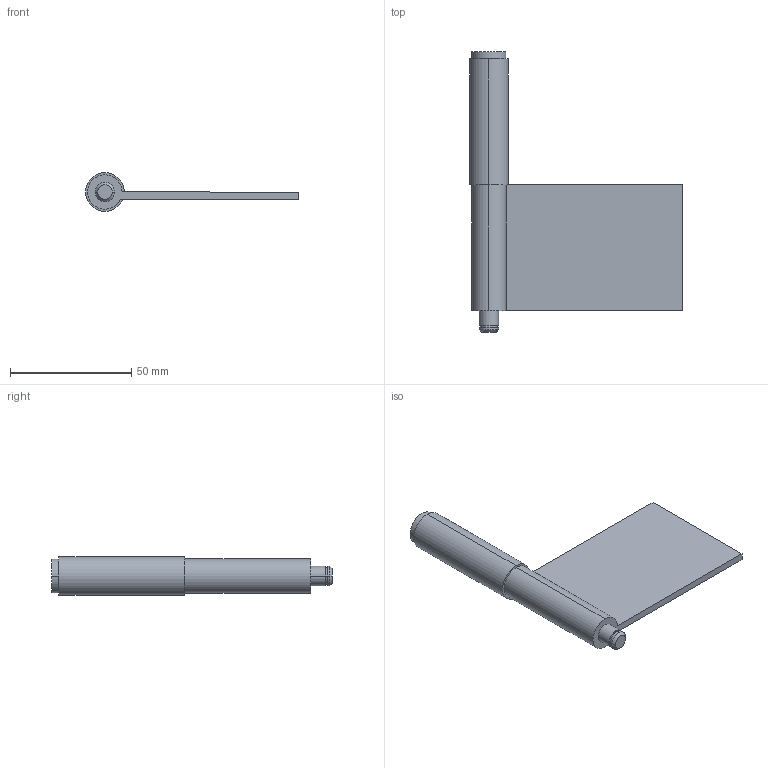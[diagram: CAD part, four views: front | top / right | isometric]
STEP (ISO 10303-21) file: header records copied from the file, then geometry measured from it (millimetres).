
FILE_DESCRIPTION (( 'STEP AP203' ), '1' );
FILE_NAME ('B-1528-A-3.STEP', '2023-12-19T07:16:56', ( '' ), ( '' ), 'SwSTEP 2.0', 'SolidWorks 2021', '' );
FILE_SCHEMA (( 'CONFIG_CONTROL_DESIGN' ));
Length unit declared in the file: millimetre
Products named in the file (4): B-1528-A-3僸儞僕A; B-1528-A-3僔儍僼僩; B-1528-A-3僸儞僕B; B-1528-A-3
Assembly tree (3 placements, depth 2):
  B-1528-A-3
    B-1528-A-3僔儍僼僩
    B-1528-A-3僸儞僕B
    B-1528-A-3僸儞僕A
Bounding box: 88 x 116 x 16 mm (x, y, z)
Volume: 30988.7 mm3; surface area: 19399.5 mm2
Topology: 3 solids, 3 shells, 31 faces, 64 edges, 42 vertices
Faces by surface type: cylinder 17, plane 12, cone 2
Entity records: 1260 total; most frequent: DIRECTION 174, CARTESIAN_POINT 143, ORIENTED_EDGE 128, AXIS2_PLACEMENT_3D 73, EDGE_CURVE 64, VERTEX_POINT 42, EDGE_LOOP 38, CIRCLE 36
